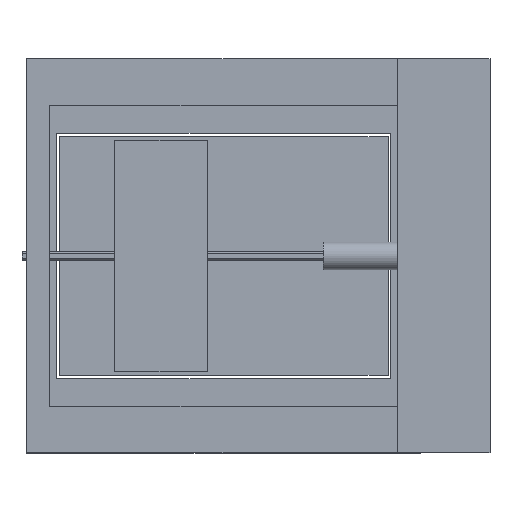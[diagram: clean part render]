
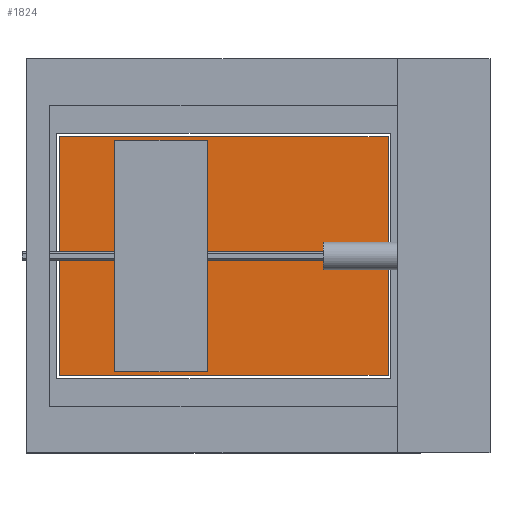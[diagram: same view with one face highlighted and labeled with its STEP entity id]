
A CAD part, top view. The second image highlights one B-rep face of the part: STEP entity #1824.
In plain terms, the highlighted planar face has unit normal (0, 0, 1).
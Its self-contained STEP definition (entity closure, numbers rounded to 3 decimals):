
#140=FACE_OUTER_BOUND('',#253,.T.);
#253=EDGE_LOOP('',(#1379,#1380,#1381,#1382));
#407=LINE('',#2799,#630);
#411=LINE('',#2806,#634);
#412=LINE('',#2809,#635);
#413=LINE('',#2810,#636);
#630=VECTOR('',#2289,10.);
#634=VECTOR('',#2295,10.);
#635=VECTOR('',#2298,10.);
#636=VECTOR('',#2299,10.);
#857=VERTEX_POINT('',#2796);
#858=VERTEX_POINT('',#2798);
#860=VERTEX_POINT('',#2804);
#861=VERTEX_POINT('',#2808);
#1047=EDGE_CURVE('',#857,#858,#407,.T.);
#1051=EDGE_CURVE('',#857,#860,#411,.T.);
#1052=EDGE_CURVE('',#861,#860,#412,.T.);
#1053=EDGE_CURVE('',#858,#861,#413,.T.);
#1379=ORIENTED_EDGE('',*,*,#1051,.T.);
#1380=ORIENTED_EDGE('',*,*,#1052,.F.);
#1381=ORIENTED_EDGE('',*,*,#1053,.F.);
#1382=ORIENTED_EDGE('',*,*,#1047,.F.);
#1723=PLANE('',#2020);
#1824=ADVANCED_FACE('',(#140),#1723,.T.);
#2020=AXIS2_PLACEMENT_3D('',#2807,#2296,#2297);
#2289=DIRECTION('',(0.,-1.,0.));
#2295=DIRECTION('',(-1.,0.,0.));
#2296=DIRECTION('center_axis',(0.,0.,1.));
#2297=DIRECTION('ref_axis',(0.,1.,0.));
#2298=DIRECTION('',(0.,1.,0.));
#2299=DIRECTION('',(-1.,0.,0.));
#2796=CARTESIAN_POINT('',(78.,68.259,14.533));
#2798=CARTESIAN_POINT('',(78.,16.741,14.533));
#2799=CARTESIAN_POINT('',(78.,16.741,14.533));
#2804=CARTESIAN_POINT('',(7.,68.259,14.533));
#2806=CARTESIAN_POINT('',(42.5,68.259,14.533));
#2807=CARTESIAN_POINT('Origin',(42.5,16.741,14.533));
#2808=CARTESIAN_POINT('',(7.,16.741,14.533));
#2809=CARTESIAN_POINT('',(7.,16.741,14.533));
#2810=CARTESIAN_POINT('',(42.5,16.741,14.533));
